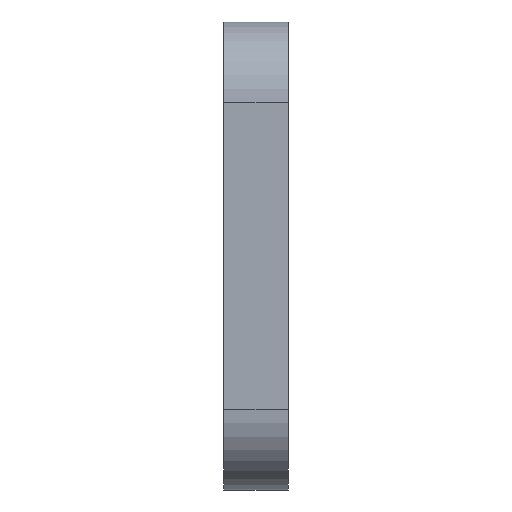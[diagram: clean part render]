
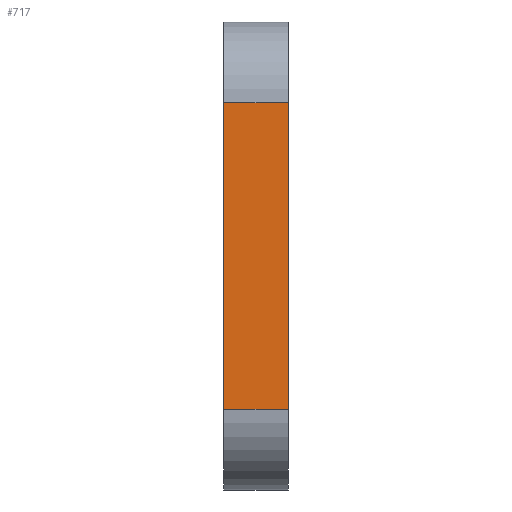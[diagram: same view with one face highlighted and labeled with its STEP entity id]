
A CAD part, left-side view. The second image highlights one B-rep face of the part: STEP entity #717.
In plain terms, the highlighted planar face has unit normal (-1, 0, 0).
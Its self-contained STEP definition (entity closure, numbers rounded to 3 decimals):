
#3 = CARTESIAN_POINT ( 'NONE',  ( 82., 8., -48. ) ) ;
#7 = VECTOR ( 'NONE', #422, 1000. ) ;
#18 = CARTESIAN_POINT ( 'NONE',  ( 82., 0., 0. ) ) ;
#35 = CARTESIAN_POINT ( 'NONE',  ( 82., 0., -48. ) ) ;
#110 = EDGE_LOOP ( 'NONE', ( #630, #482, #243, #533 ) ) ;
#132 = EDGE_CURVE ( 'NONE', #712, #670, #342, .T. ) ;
#184 = EDGE_CURVE ( 'NONE', #365, #670, #689, .T. ) ;
#187 = DIRECTION ( 'NONE',  ( 0., 0., -1. ) ) ;
#192 = CARTESIAN_POINT ( 'NONE',  ( 82., 8., -10. ) ) ;
#223 = EDGE_CURVE ( 'NONE', #711, #365, #594, .T. ) ;
#243 = ORIENTED_EDGE ( 'NONE', *, *, #184, .F. ) ;
#246 = CARTESIAN_POINT ( 'NONE',  ( 82., 0., -10. ) ) ;
#289 = VECTOR ( 'NONE', #693, 1000. ) ;
#306 = CARTESIAN_POINT ( 'NONE',  ( 82., 0., 0. ) ) ;
#328 = EDGE_CURVE ( 'NONE', #712, #711, #535, .T. ) ;
#342 = LINE ( 'NONE', #457, #289 ) ;
#351 = DIRECTION ( 'NONE',  ( 0., 1., 0. ) ) ;
#355 = FACE_OUTER_BOUND ( 'NONE', #110, .T. ) ;
#359 = AXIS2_PLACEMENT_3D ( 'NONE', #306, #469, #187 ) ;
#365 = VERTEX_POINT ( 'NONE', #35 ) ;
#422 = DIRECTION ( 'NONE',  ( 0., 0., -1. ) ) ;
#457 = CARTESIAN_POINT ( 'NONE',  ( 82., 8., 0. ) ) ;
#469 = DIRECTION ( 'NONE',  ( 1., 0., 0. ) ) ;
#473 = CARTESIAN_POINT ( 'NONE',  ( 82., 8., -10. ) ) ;
#476 = VECTOR ( 'NONE', #479, 1000. ) ;
#479 = DIRECTION ( 'NONE',  ( 0., -1., 0. ) ) ;
#482 = ORIENTED_EDGE ( 'NONE', *, *, #132, .T. ) ;
#533 = ORIENTED_EDGE ( 'NONE', *, *, #223, .F. ) ;
#535 = LINE ( 'NONE', #192, #476 ) ;
#562 = VECTOR ( 'NONE', #351, 1000. ) ;
#594 = LINE ( 'NONE', #18, #7 ) ;
#629 = CARTESIAN_POINT ( 'NONE',  ( 82., 8., -48. ) ) ;
#630 = ORIENTED_EDGE ( 'NONE', *, *, #328, .F. ) ;
#650 = PLANE ( 'NONE',  #359 ) ;
#670 = VERTEX_POINT ( 'NONE', #3 ) ;
#689 = LINE ( 'NONE', #629, #562 ) ;
#693 = DIRECTION ( 'NONE',  ( 0., 0., -1. ) ) ;
#711 = VERTEX_POINT ( 'NONE', #246 ) ;
#712 = VERTEX_POINT ( 'NONE', #473 ) ;
#717 = ADVANCED_FACE ( 'NONE', ( #355 ), #650, .F. ) ;
